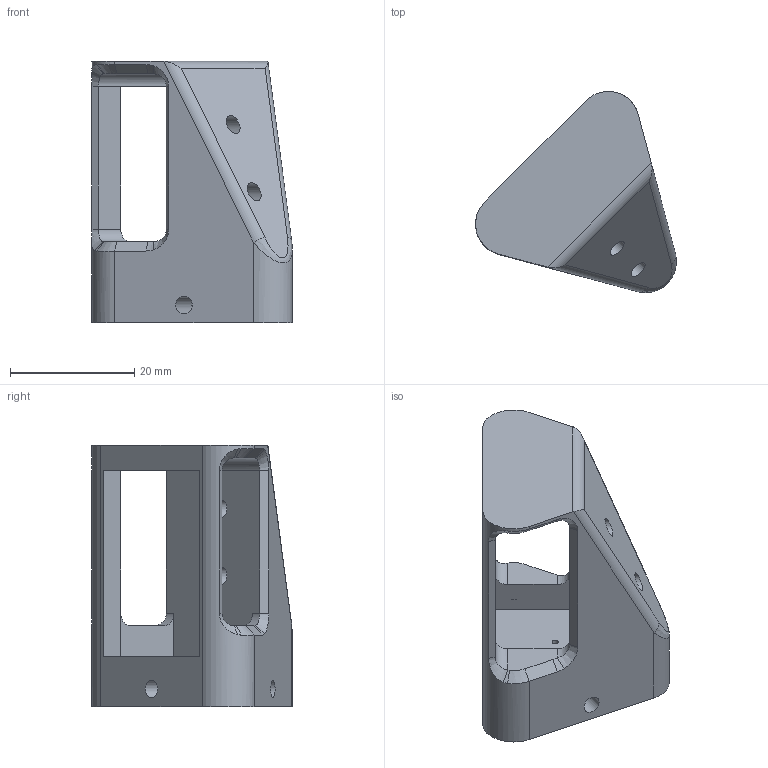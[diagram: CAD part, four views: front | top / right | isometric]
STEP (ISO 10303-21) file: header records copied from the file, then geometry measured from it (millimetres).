
FILE_DESCRIPTION(/* description */ (''),/* implementation_level */ '2;1');
FILE_NAME(/* name */ '30_XY_Sample_lightsheetarm_sample_sampleadapter_v3.ipt.step',/* time_stamp */ '2022-11-29T08:25:48+01:00',/* author */ ('diederichbenedict'),/* organization */ (''),/* preprocessor_version */ 'ST-DEVELOPER v18.1',/* originating_system */ 'Autodesk Inventor 2022',/* authorisation */ '');
FILE_SCHEMA (('AUTOMOTIVE_DESIGN { 1 0 10303 214 3 1 1 }'));
Length unit declared in the file: millimetre
Products named in the file (1): 30_XY_Sample_lightsheetarm_sample_sampleadapter_v3
Bounding box: 32.31 x 32.3 x 42 mm (x, y, z)
Volume: 12073.3 mm3; surface area: 6591.5 mm2
Topology: 1 solids, 1 shells, 74 faces, 181 edges, 112 vertices
Faces by surface type: plane 32, cylinder 21, bspline 17, cone 4
Full cylindrical faces by diameter (mm): 1 x1, 2.8 x3, 2.9 x2, 4.9 x3
Entity records: 2794 total; most frequent: CARTESIAN_POINT 1009, ORIENTED_EDGE 362, DIRECTION 324, EDGE_CURVE 181, VERTEX_POINT 112, AXIS2_PLACEMENT_3D 109, LINE 106, VECTOR 106
